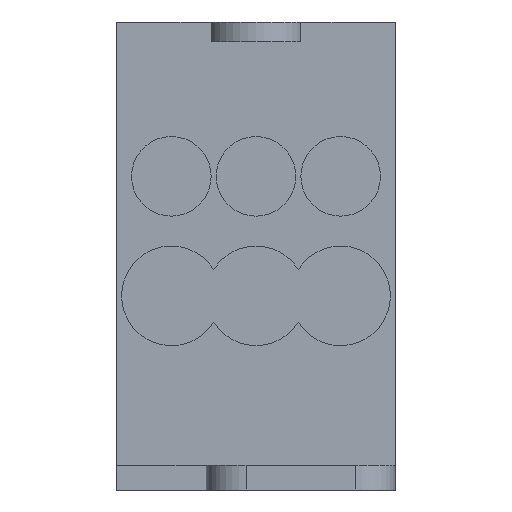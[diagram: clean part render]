
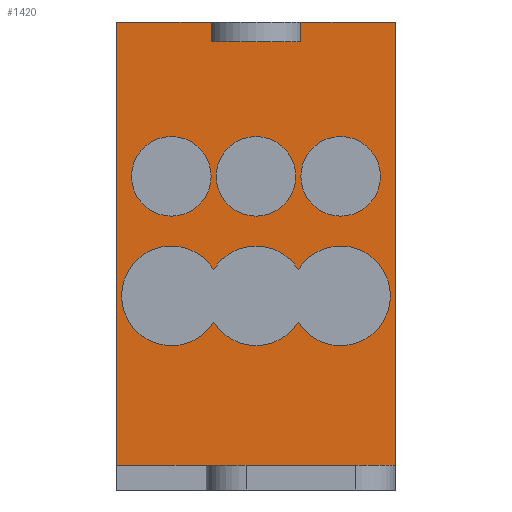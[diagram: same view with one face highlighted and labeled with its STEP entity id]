
A CAD part, front view. The second image highlights one B-rep face of the part: STEP entity #1420.
In plain terms, the highlighted planar face has unit normal (0, -1, 0).
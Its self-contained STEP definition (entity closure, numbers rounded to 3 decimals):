
#3 = DIRECTION ( 'NONE',  ( 0., -1., 0. ) ) ;
#40 = CIRCLE ( 'NONE', #417, 5. ) ;
#44 = CARTESIAN_POINT ( 'NONE',  ( -4.25, -23., 22.134 ) ) ;
#70 = CARTESIAN_POINT ( 'NONE',  ( -4.5, -23., 45. ) ) ;
#78 = CIRCLE ( 'NONE', #441, 5. ) ;
#83 = CARTESIAN_POINT ( 'NONE',  ( -14., -23., 47. ) ) ;
#102 = CARTESIAN_POINT ( 'NONE',  ( 8.5, -23., 19.5 ) ) ;
#106 = LINE ( 'NONE', #83, #1628 ) ;
#120 = FACE_OUTER_BOUND ( 'NONE', #231, .T. ) ;
#131 = LINE ( 'NONE', #1150, #856 ) ;
#149 = LINE ( 'NONE', #1278, #1673 ) ;
#189 = EDGE_LOOP ( 'NONE', ( #520, #1840, #554, #824 ) ) ;
#230 = VERTEX_POINT ( 'NONE', #1040 ) ;
#231 = EDGE_LOOP ( 'NONE', ( #999, #303, #311, #1604, #1154, #438, #539, #1793 ) ) ;
#251 = VECTOR ( 'NONE', #1082, 1000. ) ;
#260 = DIRECTION ( 'NONE',  ( 0., 0., 1. ) ) ;
#273 = DIRECTION ( 'NONE',  ( 0., -1., 0. ) ) ;
#291 = CARTESIAN_POINT ( 'NONE',  ( 4.5, -23., 45. ) ) ;
#295 = CIRCLE ( 'NONE', #359, 4. ) ;
#302 = LINE ( 'NONE', #939, #251 ) ;
#303 = ORIENTED_EDGE ( 'NONE', *, *, #1576, .F. ) ;
#311 = ORIENTED_EDGE ( 'NONE', *, *, #1591, .F. ) ;
#346 = AXIS2_PLACEMENT_3D ( 'NONE', #599, #3, #1830 ) ;
#351 = AXIS2_PLACEMENT_3D ( 'NONE', #1450, #585, #1607 ) ;
#353 = CARTESIAN_POINT ( 'NONE',  ( 4.25, -23., 16.866 ) ) ;
#356 = ORIENTED_EDGE ( 'NONE', *, *, #1518, .F. ) ;
#359 = AXIS2_PLACEMENT_3D ( 'NONE', #1600, #721, #1748 ) ;
#377 = AXIS2_PLACEMENT_3D ( 'NONE', #1132, #273, #1282 ) ;
#395 = CARTESIAN_POINT ( 'NONE',  ( -8.5, -23., 19.5 ) ) ;
#417 = AXIS2_PLACEMENT_3D ( 'NONE', #102, #1117, #260 ) ;
#422 = CARTESIAN_POINT ( 'NONE',  ( -4.5, -23., 47. ) ) ;
#432 = VERTEX_POINT ( 'NONE', #1775 ) ;
#438 = ORIENTED_EDGE ( 'NONE', *, *, #1700, .T. ) ;
#441 = AXIS2_PLACEMENT_3D ( 'NONE', #828, #1863, #964 ) ;
#454 = CARTESIAN_POINT ( 'NONE',  ( 14., -23., 2.5 ) ) ;
#460 = AXIS2_PLACEMENT_3D ( 'NONE', #593, #1316, #463 ) ;
#462 = AXIS2_PLACEMENT_3D ( 'NONE', #395, #1409, #547 ) ;
#463 = DIRECTION ( 'NONE',  ( 0., 0., 1. ) ) ;
#507 = CARTESIAN_POINT ( 'NONE',  ( 4.25, -23., 22.134 ) ) ;
#511 = LINE ( 'NONE', #1744, #548 ) ;
#520 = ORIENTED_EDGE ( 'NONE', *, *, #1434, .F. ) ;
#528 = FACE_BOUND ( 'NONE', #1846, .T. ) ;
#539 = ORIENTED_EDGE ( 'NONE', *, *, #1719, .F. ) ;
#547 = DIRECTION ( 'NONE',  ( 0., 0., -1. ) ) ;
#548 = VECTOR ( 'NONE', #992, 1000. ) ;
#554 = ORIENTED_EDGE ( 'NONE', *, *, #1457, .F. ) ;
#585 = DIRECTION ( 'NONE',  ( 0., -1., 0. ) ) ;
#593 = CARTESIAN_POINT ( 'NONE',  ( -14., -23., 47. ) ) ;
#599 = CARTESIAN_POINT ( 'NONE',  ( 8.5, -23., 31.5 ) ) ;
#609 = VERTEX_POINT ( 'NONE', #44 ) ;
#681 = CIRCLE ( 'NONE', #346, 4. ) ;
#698 = CARTESIAN_POINT ( 'NONE',  ( -4.5, -23., 45. ) ) ;
#708 = VERTEX_POINT ( 'NONE', #507 ) ;
#721 = DIRECTION ( 'NONE',  ( 0., -1., 0. ) ) ;
#746 = CARTESIAN_POINT ( 'NONE',  ( -8.5, -23., 27.5 ) ) ;
#771 = VERTEX_POINT ( 'NONE', #1178 ) ;
#800 = DIRECTION ( 'NONE',  ( 0., 0., 1. ) ) ;
#808 = VERTEX_POINT ( 'NONE', #746 ) ;
#810 = DIRECTION ( 'NONE',  ( 1., 0., 0. ) ) ;
#824 = ORIENTED_EDGE ( 'NONE', *, *, #1488, .F. ) ;
#828 = CARTESIAN_POINT ( 'NONE',  ( 0., -23., 19.5 ) ) ;
#849 = CIRCLE ( 'NONE', #462, 5. ) ;
#856 = VECTOR ( 'NONE', #1303, 1000. ) ;
#868 = PLANE ( 'NONE',  #460 ) ;
#898 = FACE_BOUND ( 'NONE', #1572, .T. ) ;
#930 = LINE ( 'NONE', #1693, #1324 ) ;
#939 = CARTESIAN_POINT ( 'NONE',  ( -4.5, -23., 45. ) ) ;
#964 = DIRECTION ( 'NONE',  ( 0., 0., -1. ) ) ;
#992 = DIRECTION ( 'NONE',  ( 0., 0., -1. ) ) ;
#999 = ORIENTED_EDGE ( 'NONE', *, *, #1563, .T. ) ;
#1011 = CIRCLE ( 'NONE', #351, 4. ) ;
#1040 = CARTESIAN_POINT ( 'NONE',  ( 4.5, -23., 47. ) ) ;
#1069 = VERTEX_POINT ( 'NONE', #1149 ) ;
#1072 = CARTESIAN_POINT ( 'NONE',  ( -14., -23., 47. ) ) ;
#1082 = DIRECTION ( 'NONE',  ( -1., 0., 0. ) ) ;
#1093 = CARTESIAN_POINT ( 'NONE',  ( 14., -23., 47. ) ) ;
#1096 = DIRECTION ( 'NONE',  ( 0., 0., -1. ) ) ;
#1117 = DIRECTION ( 'NONE',  ( 0., -1., 0. ) ) ;
#1126 = VERTEX_POINT ( 'NONE', #454 ) ;
#1132 = CARTESIAN_POINT ( 'NONE',  ( 0., -23., 19.5 ) ) ;
#1149 = CARTESIAN_POINT ( 'NONE',  ( 4.5, -23., 45. ) ) ;
#1150 = CARTESIAN_POINT ( 'NONE',  ( -14., -23., 47. ) ) ;
#1154 = ORIENTED_EDGE ( 'NONE', *, *, #1686, .T. ) ;
#1178 = CARTESIAN_POINT ( 'NONE',  ( -14., -23., 2.5 ) ) ;
#1196 = VERTEX_POINT ( 'NONE', #1624 ) ;
#1210 = VERTEX_POINT ( 'NONE', #1093 ) ;
#1213 = VECTOR ( 'NONE', #1292, 1000. ) ;
#1243 = VERTEX_POINT ( 'NONE', #1427 ) ;
#1247 = LINE ( 'NONE', #291, #1213 ) ;
#1249 = ORIENTED_EDGE ( 'NONE', *, *, #1532, .F. ) ;
#1278 = CARTESIAN_POINT ( 'NONE',  ( 14., -23., 2.5 ) ) ;
#1282 = DIRECTION ( 'NONE',  ( 0., 0., -1. ) ) ;
#1285 = FACE_BOUND ( 'NONE', #1865, .T. ) ;
#1288 = VERTEX_POINT ( 'NONE', #353 ) ;
#1292 = DIRECTION ( 'NONE',  ( 0., 0., 1. ) ) ;
#1303 = DIRECTION ( 'NONE',  ( 1., 0., 0. ) ) ;
#1316 = DIRECTION ( 'NONE',  ( 0., 1., 0. ) ) ;
#1324 = VECTOR ( 'NONE', #810, 1000. ) ;
#1329 = VERTEX_POINT ( 'NONE', #698 ) ;
#1343 = FACE_BOUND ( 'NONE', #189, .T. ) ;
#1371 = VECTOR ( 'NONE', #800, 1000. ) ;
#1409 = DIRECTION ( 'NONE',  ( 0., -1., 0. ) ) ;
#1411 = LINE ( 'NONE', #70, #1371 ) ;
#1420 = ADVANCED_FACE ( 'NONE', ( #1343, #1285, #898, #528, #120 ), #868, .F. ) ;
#1427 = CARTESIAN_POINT ( 'NONE',  ( -4.25, -23., 16.866 ) ) ;
#1434 = EDGE_CURVE ( 'NONE', #609, #1243, #849, .T. ) ;
#1436 = ORIENTED_EDGE ( 'NONE', *, *, #1531, .F. ) ;
#1438 = EDGE_CURVE ( 'NONE', #708, #609, #78, .T. ) ;
#1450 = CARTESIAN_POINT ( 'NONE',  ( -8.5, -23., 31.5 ) ) ;
#1457 = EDGE_CURVE ( 'NONE', #1288, #708, #40, .T. ) ;
#1488 = EDGE_CURVE ( 'NONE', #1243, #1288, #1853, .T. ) ;
#1518 = EDGE_CURVE ( 'NONE', #1196, #1196, #295, .T. ) ;
#1531 = EDGE_CURVE ( 'NONE', #808, #808, #1011, .T. ) ;
#1532 = EDGE_CURVE ( 'NONE', #432, #432, #681, .T. ) ;
#1561 = VERTEX_POINT ( 'NONE', #422 ) ;
#1563 = EDGE_CURVE ( 'NONE', #771, #1126, #149, .T. ) ;
#1572 = EDGE_LOOP ( 'NONE', ( #1436 ) ) ;
#1576 = EDGE_CURVE ( 'NONE', #1210, #1126, #511, .T. ) ;
#1590 = DIRECTION ( 'NONE',  ( 1., 0., 0. ) ) ;
#1591 = EDGE_CURVE ( 'NONE', #230, #1210, #131, .T. ) ;
#1600 = CARTESIAN_POINT ( 'NONE',  ( 0., -23., 31.5 ) ) ;
#1604 = ORIENTED_EDGE ( 'NONE', *, *, #1605, .F. ) ;
#1605 = EDGE_CURVE ( 'NONE', #1069, #230, #1247, .T. ) ;
#1607 = DIRECTION ( 'NONE',  ( 0., 0., -1. ) ) ;
#1624 = CARTESIAN_POINT ( 'NONE',  ( 0., -23., 27.5 ) ) ;
#1628 = VECTOR ( 'NONE', #1096, 1000. ) ;
#1656 = VERTEX_POINT ( 'NONE', #1072 ) ;
#1673 = VECTOR ( 'NONE', #1590, 1000. ) ;
#1686 = EDGE_CURVE ( 'NONE', #1069, #1329, #302, .T. ) ;
#1693 = CARTESIAN_POINT ( 'NONE',  ( -14., -23., 47. ) ) ;
#1700 = EDGE_CURVE ( 'NONE', #1329, #1561, #1411, .T. ) ;
#1719 = EDGE_CURVE ( 'NONE', #1656, #1561, #930, .T. ) ;
#1737 = EDGE_CURVE ( 'NONE', #1656, #771, #106, .T. ) ;
#1744 = CARTESIAN_POINT ( 'NONE',  ( 14., -23., 47. ) ) ;
#1748 = DIRECTION ( 'NONE',  ( 0., 0., -1. ) ) ;
#1775 = CARTESIAN_POINT ( 'NONE',  ( 8.5, -23., 35.5 ) ) ;
#1793 = ORIENTED_EDGE ( 'NONE', *, *, #1737, .T. ) ;
#1830 = DIRECTION ( 'NONE',  ( 0., 0., 1. ) ) ;
#1840 = ORIENTED_EDGE ( 'NONE', *, *, #1438, .F. ) ;
#1846 = EDGE_LOOP ( 'NONE', ( #1249 ) ) ;
#1853 = CIRCLE ( 'NONE', #377, 5. ) ;
#1863 = DIRECTION ( 'NONE',  ( 0., -1., 0. ) ) ;
#1865 = EDGE_LOOP ( 'NONE', ( #356 ) ) ;
